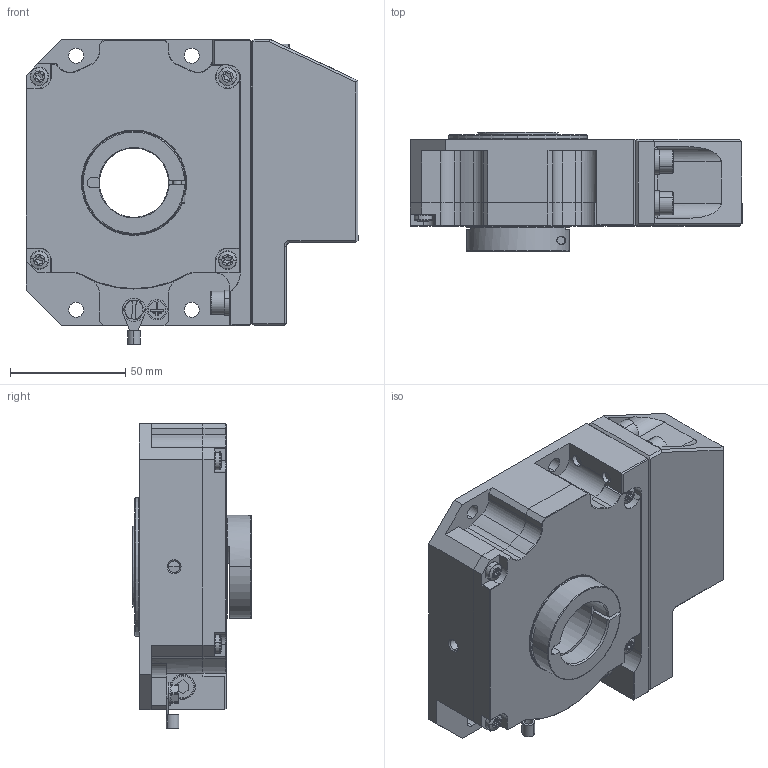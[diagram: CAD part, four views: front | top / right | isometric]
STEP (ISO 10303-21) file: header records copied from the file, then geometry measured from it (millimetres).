
FILE_DESCRIPTION (( 'STEP AP203' ), '1' );
FILE_NAME ('M040_HHUX30-E0R.STEP', '2018-06-13T10:51:00', ( '' ), ( '' ), 'SwSTEP 2.0', 'SolidWorks 2016', '' );
FILE_SCHEMA (( 'CONFIG_CONTROL_DESIGN' ));
Length unit declared in the file: millimetre
Products named in the file (1): M040_HHUX30-E0R
Bounding box: 143.75 x 51.5 x 132 mm (x, y, z)
Surface area: 78257.7 mm2 (no closed solid volume)
Topology: 0 solids, 21 shells, 462 faces, 1345 edges, 896 vertices
Faces by surface type: plane 191, cylinder 175, cone 62, torus 26, bspline 8
Entity records: 15993 total; most frequent: CARTESIAN_POINT 3603, DIRECTION 2662, ORIENTED_EDGE 2413, EDGE_CURVE 1337, AXIS2_PLACEMENT_3D 971, VERTEX_POINT 896, LINE 720, VECTOR 720
